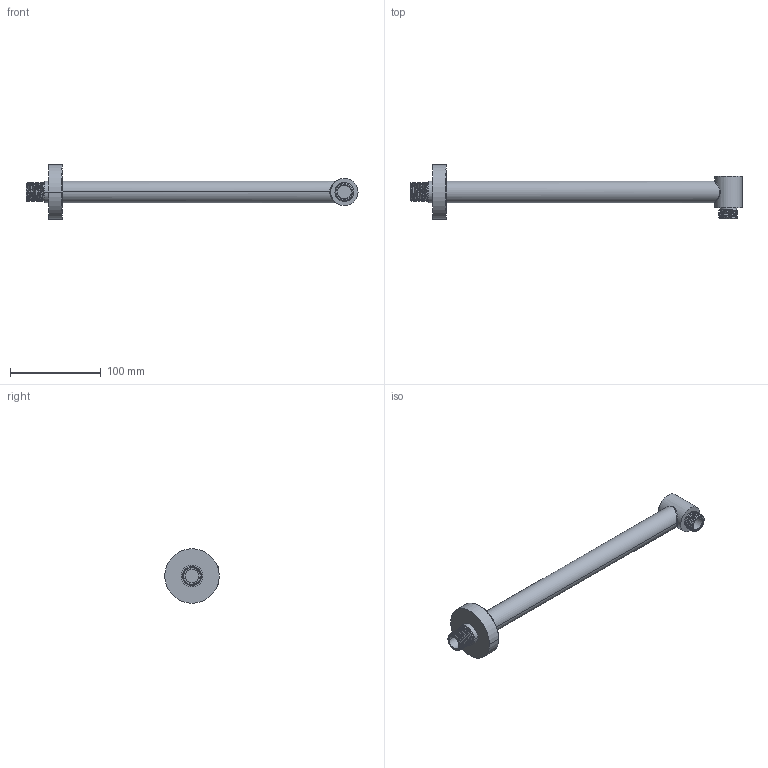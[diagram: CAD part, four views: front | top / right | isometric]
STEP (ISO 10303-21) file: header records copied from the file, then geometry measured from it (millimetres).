
FILE_DESCRIPTION((''),'2;1');
FILE_NAME('MA-RB084','2019-12-11T',('Administrator'),(''),'PRO/ENGINEER BY PARAMETRIC TECHNOLOGY CORPORATION, 2010280','PRO/ENGINEER BY PARAMETRIC TECHNOLOGY CORPORATION, 2010280','');
FILE_SCHEMA(('CONFIG_CONTROL_DESIGN'));
Length unit declared in the file: millimetre
Products named in the file (1): MA-RB084
Bounding box: 365 x 60 x 60 mm (x, y, z)
Volume: 99165.3 mm3; surface area: 62493.9 mm2
Topology: 1 solids, 1 shells, 96 faces, 233 edges, 149 vertices
Faces by surface type: cylinder 53, plane 17, bspline 14, torus 6, cone 6
Entity records: 5886 total; most frequent: CARTESIAN_POINT 3779, ORIENTED_EDGE 466, DIRECTION 360, EDGE_CURVE 233, VERTEX_POINT 149, AXIS2_PLACEMENT_3D 142, EDGE_LOOP 106, B_SPLINE_CURVE_WITH_KNOTS 97
